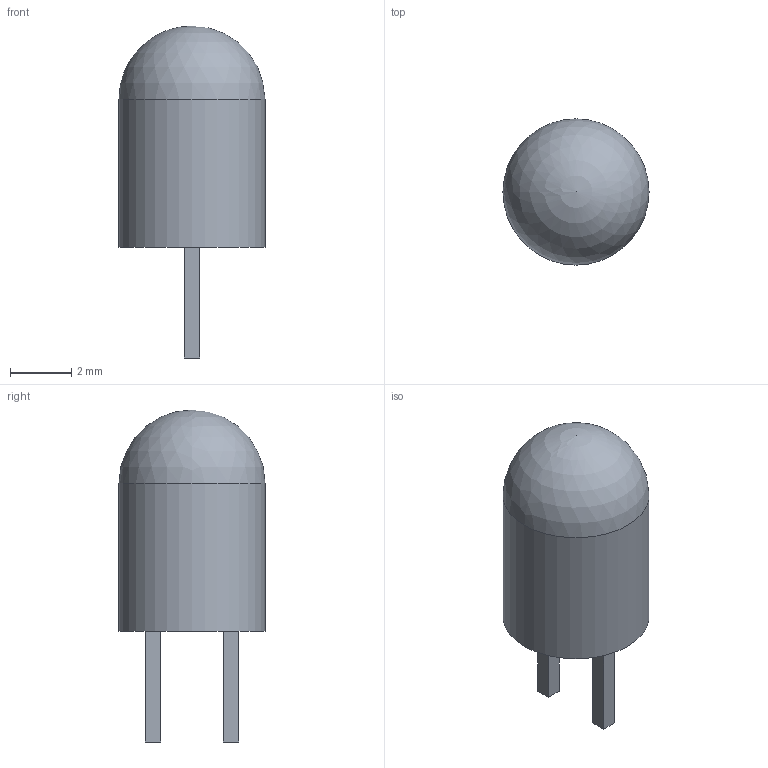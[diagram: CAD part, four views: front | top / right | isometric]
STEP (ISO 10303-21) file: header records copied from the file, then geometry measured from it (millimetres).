
FILE_DESCRIPTION(/* description */ (''),/* implementation_level */ '2;1');
FILE_NAME(/* name */ 'LTL_10223W.step',/* time_stamp */ '2024-05-24T09:43:10-07:00',/* author */ (''),/* organization */ (''),/* preprocessor_version */ 'ST-DEVELOPER v20',/* originating_system */ 'Autodesk Translation Framework v13.14.0.145',/* authorisation */ '');
FILE_SCHEMA (('AUTOMOTIVE_DESIGN { 1 0 10303 214 3 1 1 }'));
Length unit declared in the file: millimetre
Products named in the file (3): LTL-10223W; Body; Leads
Assembly tree (2 placements, depth 2):
  LTL-10223W
    Body
    Leads
Bounding box: 4.75 x 4.75 x 10.8 mm (x, y, z)
Volume: 115.4 mm3; surface area: 140.6 mm2
Topology: 3 solids, 3 shells, 15 faces, 30 edges, 20 vertices
Faces by surface type: plane 13, sphere 1, cylinder 1
Full cylindrical faces by diameter (mm): 4.75 x1
Entity records: 474 total; most frequent: DIRECTION 73, CARTESIAN_POINT 69, ORIENTED_EDGE 58, EDGE_CURVE 29, LINE 25, VECTOR 25, AXIS2_PLACEMENT_3D 24, VERTEX_POINT 20
